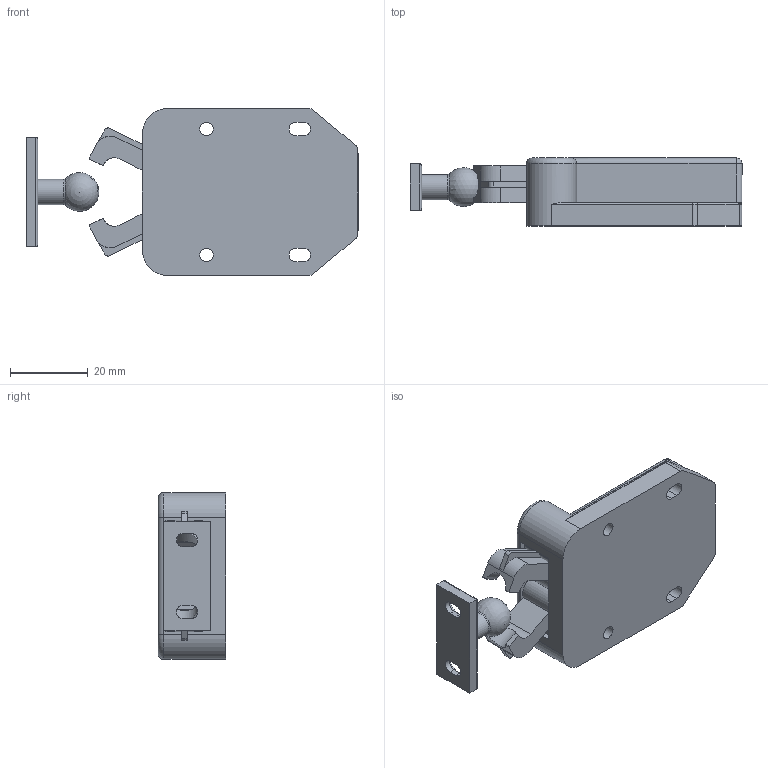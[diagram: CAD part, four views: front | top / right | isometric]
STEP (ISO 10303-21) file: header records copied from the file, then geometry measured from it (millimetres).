
FILE_DESCRIPTION(/* description */ (''),/* implementation_level */ '2;1');
FILE_NAME(/* name */ 'B-OT1_체결.stp',/* time_stamp */ '2024-06-24T17:34:39+09:00',/* author */ ('user'),/* organization */ (''),/* preprocessor_version */ 'ST-DEVELOPER v15.6',/* originating_system */ 'Autodesk Inventor 2015',/* authorisation */ '');
FILE_SCHEMA (('AUTOMOTIVE_DESIGN { 1 0 10303 214 3 1 1 }'));
Length unit declared in the file: millimetre
Products named in the file (4): B-OT1_BODY; B-OT1_BK2; B-OT1-BK; B-OT1_체결
Bounding box: 85.5 x 17.5 x 43 mm (x, y, z)
Volume: 24520.8 mm3; surface area: 13894.6 mm2
Topology: 4 solids, 4 shells, 154 faces, 390 edges, 251 vertices
Faces by surface type: plane 81, cylinder 61, torus 9, sphere 3
Full cylindrical faces by diameter (mm): 3.5 x2, 6.4 x2, 6.5 x1
Entity records: 4095 total; most frequent: CARTESIAN_POINT 763, DIRECTION 708, ORIENTED_EDGE 642, EDGE_CURVE 321, AXIS2_PLACEMENT_3D 256, VERTEX_POINT 209, LINE 196, VECTOR 196
